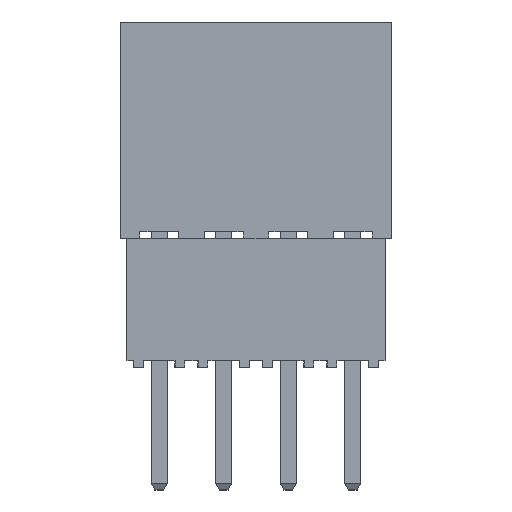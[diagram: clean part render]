
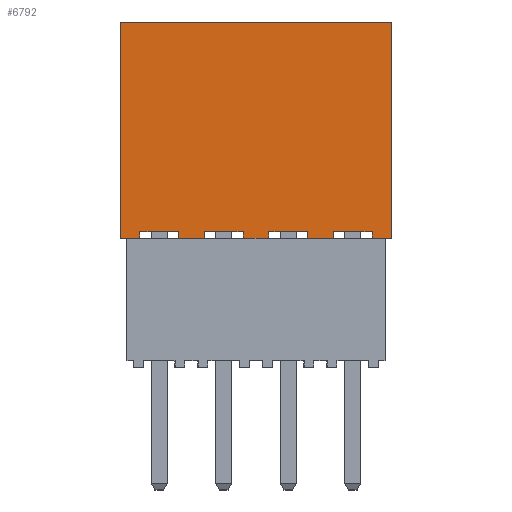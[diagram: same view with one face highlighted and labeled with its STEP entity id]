
A CAD part, top view. The second image highlights one B-rep face of the part: STEP entity #6792.
In plain terms, the highlighted planar face has unit normal (0, 0, 1).
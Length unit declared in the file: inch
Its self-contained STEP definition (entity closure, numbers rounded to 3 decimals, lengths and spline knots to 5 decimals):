
#1575=ORIENTED_EDGE('',*,*,#2726,.F.);
#1576=ORIENTED_EDGE('',*,*,#2674,.T.);
#1577=ORIENTED_EDGE('',*,*,#2727,.F.);
#1578=ORIENTED_EDGE('',*,*,#2728,.F.);
#1579=ORIENTED_EDGE('',*,*,#2729,.T.);
#1580=ORIENTED_EDGE('',*,*,#2688,.T.);
#1581=ORIENTED_EDGE('',*,*,#2730,.F.);
#1582=ORIENTED_EDGE('',*,*,#2731,.F.);
#1583=ORIENTED_EDGE('',*,*,#2732,.F.);
#1584=ORIENTED_EDGE('',*,*,#2684,.T.);
#1585=ORIENTED_EDGE('',*,*,#2733,.F.);
#1586=ORIENTED_EDGE('',*,*,#2734,.F.);
#1587=ORIENTED_EDGE('',*,*,#2735,.F.);
#1588=ORIENTED_EDGE('',*,*,#2680,.T.);
#1589=ORIENTED_EDGE('',*,*,#2736,.F.);
#1590=ORIENTED_EDGE('',*,*,#2737,.F.);
#1591=ORIENTED_EDGE('',*,*,#2738,.F.);
#1592=ORIENTED_EDGE('',*,*,#2676,.T.);
#1593=ORIENTED_EDGE('',*,*,#2739,.F.);
#1594=ORIENTED_EDGE('',*,*,#2740,.F.);
#2674=EDGE_CURVE('',#3359,#3362,#4214,.T.);
#2676=EDGE_CURVE('',#3365,#3363,#4216,.T.);
#2680=EDGE_CURVE('',#3369,#3367,#4220,.T.);
#2684=EDGE_CURVE('',#3373,#3371,#4224,.T.);
#2688=EDGE_CURVE('',#3377,#3375,#4228,.T.);
#2726=EDGE_CURVE('',#3359,#3409,#4266,.T.);
#2727=EDGE_CURVE('',#3410,#3362,#4267,.T.);
#2728=EDGE_CURVE('',#3411,#3410,#4268,.T.);
#2729=EDGE_CURVE('',#3411,#3377,#4269,.T.);
#2730=EDGE_CURVE('',#3412,#3375,#4270,.T.);
#2731=EDGE_CURVE('',#3413,#3412,#4271,.T.);
#2732=EDGE_CURVE('',#3373,#3413,#4272,.T.);
#2733=EDGE_CURVE('',#3414,#3371,#4273,.T.);
#2734=EDGE_CURVE('',#3415,#3414,#4274,.T.);
#2735=EDGE_CURVE('',#3369,#3415,#4275,.T.);
#2736=EDGE_CURVE('',#3416,#3367,#4276,.T.);
#2737=EDGE_CURVE('',#3417,#3416,#4277,.T.);
#2738=EDGE_CURVE('',#3365,#3417,#4278,.T.);
#2739=EDGE_CURVE('',#3418,#3363,#4279,.T.);
#2740=EDGE_CURVE('',#3409,#3418,#4280,.T.);
#3359=VERTEX_POINT('',#10473);
#3362=VERTEX_POINT('',#10478);
#3363=VERTEX_POINT('',#10482);
#3365=VERTEX_POINT('',#10485);
#3367=VERTEX_POINT('',#10491);
#3369=VERTEX_POINT('',#10494);
#3371=VERTEX_POINT('',#10500);
#3373=VERTEX_POINT('',#10503);
#3375=VERTEX_POINT('',#10509);
#3377=VERTEX_POINT('',#10512);
#3409=VERTEX_POINT('',#10589);
#3410=VERTEX_POINT('',#10591);
#3411=VERTEX_POINT('',#10593);
#3412=VERTEX_POINT('',#10596);
#3413=VERTEX_POINT('',#10598);
#3414=VERTEX_POINT('',#10601);
#3415=VERTEX_POINT('',#10603);
#3416=VERTEX_POINT('',#10606);
#3417=VERTEX_POINT('',#10608);
#3418=VERTEX_POINT('',#10611);
#4214=LINE('',#10479,#5138);
#4216=LINE('',#10484,#5140);
#4220=LINE('',#10493,#5144);
#4224=LINE('',#10502,#5148);
#4228=LINE('',#10511,#5152);
#4266=LINE('',#10588,#5190);
#4267=LINE('',#10590,#5191);
#4268=LINE('',#10592,#5192);
#4269=LINE('',#10594,#5193);
#4270=LINE('',#10595,#5194);
#4271=LINE('',#10597,#5195);
#4272=LINE('',#10599,#5196);
#4273=LINE('',#10600,#5197);
#4274=LINE('',#10602,#5198);
#4275=LINE('',#10604,#5199);
#4276=LINE('',#10605,#5200);
#4277=LINE('',#10607,#5201);
#4278=LINE('',#10609,#5202);
#4279=LINE('',#10610,#5203);
#4280=LINE('',#10612,#5204);
#5138=VECTOR('',#8612,39.37008);
#5140=VECTOR('',#8616,39.37008);
#5144=VECTOR('',#8622,39.37008);
#5148=VECTOR('',#8628,39.37008);
#5152=VECTOR('',#8634,39.37008);
#5190=VECTOR('',#8686,39.37008);
#5191=VECTOR('',#8687,39.37008);
#5192=VECTOR('',#8688,39.37008);
#5193=VECTOR('',#8689,39.37008);
#5194=VECTOR('',#8690,39.37008);
#5195=VECTOR('',#8691,39.37008);
#5196=VECTOR('',#8692,39.37008);
#5197=VECTOR('',#8693,39.37008);
#5198=VECTOR('',#8694,39.37008);
#5199=VECTOR('',#8695,39.37008);
#5200=VECTOR('',#8696,39.37008);
#5201=VECTOR('',#8697,39.37008);
#5202=VECTOR('',#8698,39.37008);
#5203=VECTOR('',#8699,39.37008);
#5204=VECTOR('',#8700,39.37008);
#5668=EDGE_LOOP('',(#1575,#1576,#1577,#1578,#1579,#1580,#1581,#1582,#1583,
#1584,#1585,#1586,#1587,#1588,#1589,#1590,#1591,#1592,#1593,#1594));
#6064=FACE_BOUND('',#5668,.T.);
#6428=PLANE('',#7223);
#6792=ADVANCED_FACE('',(#6064),#6428,.F.);
#7223=AXIS2_PLACEMENT_3D('',#10587,#8684,#8685);
#8612=DIRECTION('',(1.,0.,0.));
#8616=DIRECTION('',(1.,0.,0.));
#8622=DIRECTION('',(1.,0.,0.));
#8628=DIRECTION('',(1.,0.,0.));
#8634=DIRECTION('',(1.,0.,0.));
#8684=DIRECTION('',(0.,0.,-1.));
#8685=DIRECTION('',(-1.,0.,0.));
#8686=DIRECTION('',(0.,1.,0.));
#8687=DIRECTION('',(0.,-1.,0.));
#8688=DIRECTION('',(1.,0.,0.));
#8689=DIRECTION('',(0.,-1.,0.));
#8690=DIRECTION('',(0.,-1.,0.));
#8691=DIRECTION('',(-1.,0.,0.));
#8692=DIRECTION('',(0.,1.,0.));
#8693=DIRECTION('',(0.,-1.,0.));
#8694=DIRECTION('',(-1.,0.,0.));
#8695=DIRECTION('',(0.,1.,0.));
#8696=DIRECTION('',(0.,-1.,0.));
#8697=DIRECTION('',(-1.,0.,0.));
#8698=DIRECTION('',(0.,1.,0.));
#8699=DIRECTION('',(0.,-1.,0.));
#8700=DIRECTION('',(-1.,0.,0.));
#10473=CARTESIAN_POINT('',(0.39,0.,0.0975));
#10478=CARTESIAN_POINT('',(0.42,0.,0.0975));
#10479=CARTESIAN_POINT('',(0.,0.,0.0975));
#10482=CARTESIAN_POINT('',(0.33,0.,0.0975));
#10484=CARTESIAN_POINT('',(0.,0.,0.0975));
#10485=CARTESIAN_POINT('',(0.29,0.,0.0975));
#10491=CARTESIAN_POINT('',(0.23,0.,0.0975));
#10493=CARTESIAN_POINT('',(0.,0.,0.0975));
#10494=CARTESIAN_POINT('',(0.19,0.,0.0975));
#10500=CARTESIAN_POINT('',(0.13,0.,0.0975));
#10502=CARTESIAN_POINT('',(0.,0.,0.0975));
#10503=CARTESIAN_POINT('',(0.09,0.,0.0975));
#10509=CARTESIAN_POINT('',(0.03,0.,0.0975));
#10511=CARTESIAN_POINT('',(0.,0.,0.0975));
#10512=CARTESIAN_POINT('',(0.,0.,0.0975));
#10587=CARTESIAN_POINT('',(0.,0.335,0.0975));
#10588=CARTESIAN_POINT('',(0.39,0.,0.0975));
#10589=CARTESIAN_POINT('',(0.39,0.01,0.0975));
#10590=CARTESIAN_POINT('',(0.42,0.335,0.0975));
#10591=CARTESIAN_POINT('',(0.42,0.335,0.0975));
#10592=CARTESIAN_POINT('',(0.,0.335,0.0975));
#10593=CARTESIAN_POINT('',(0.,0.335,0.0975));
#10594=CARTESIAN_POINT('',(0.,0.335,0.0975));
#10595=CARTESIAN_POINT('',(0.03,0.01,0.0975));
#10596=CARTESIAN_POINT('',(0.03,0.01,0.0975));
#10597=CARTESIAN_POINT('',(0.09,0.01,0.0975));
#10598=CARTESIAN_POINT('',(0.09,0.01,0.0975));
#10599=CARTESIAN_POINT('',(0.09,0.,0.0975));
#10600=CARTESIAN_POINT('',(0.13,0.01,0.0975));
#10601=CARTESIAN_POINT('',(0.13,0.01,0.0975));
#10602=CARTESIAN_POINT('',(0.19,0.01,0.0975));
#10603=CARTESIAN_POINT('',(0.19,0.01,0.0975));
#10604=CARTESIAN_POINT('',(0.19,0.,0.0975));
#10605=CARTESIAN_POINT('',(0.23,0.01,0.0975));
#10606=CARTESIAN_POINT('',(0.23,0.01,0.0975));
#10607=CARTESIAN_POINT('',(0.29,0.01,0.0975));
#10608=CARTESIAN_POINT('',(0.29,0.01,0.0975));
#10609=CARTESIAN_POINT('',(0.29,0.,0.0975));
#10610=CARTESIAN_POINT('',(0.33,0.01,0.0975));
#10611=CARTESIAN_POINT('',(0.33,0.01,0.0975));
#10612=CARTESIAN_POINT('',(0.39,0.01,0.0975));
